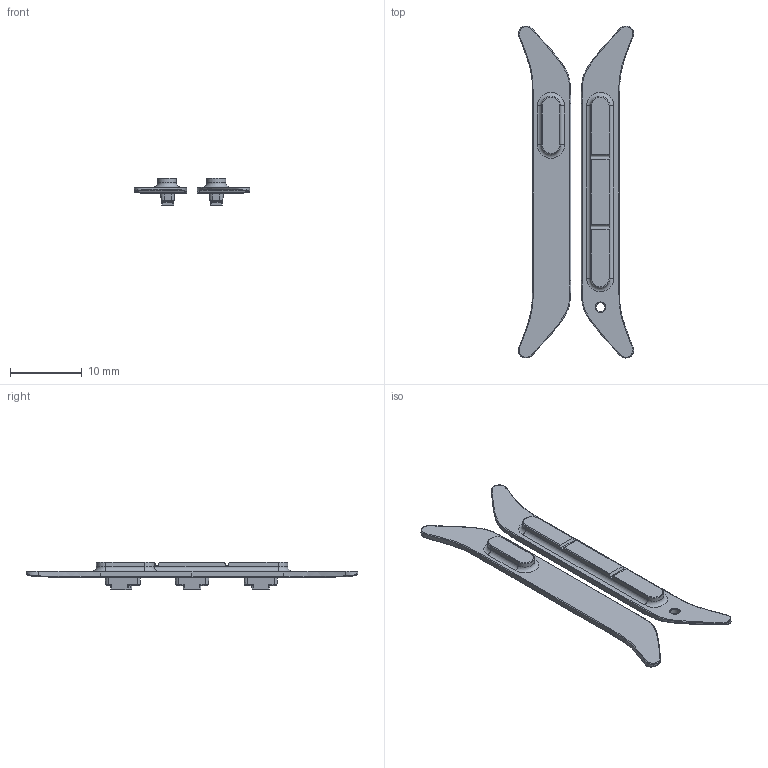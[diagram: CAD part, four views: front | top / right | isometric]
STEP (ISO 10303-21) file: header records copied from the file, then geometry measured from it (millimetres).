
FILE_DESCRIPTION(/* description */ (''),/* implementation_level */ '2;1');
FILE_NAME(/* name */ 'Pebble 2 flexible oblong buttons one pair.step',/* time_stamp */ '2020-03-22T13:37:46+00:00',/* author */ (''),/* organization */ (''),/* preprocessor_version */ 'ST-DEVELOPER v18',/* originating_system */ 'Autodesk Translation Framework v8.12.0.6',/* authorisation */ '');
FILE_SCHEMA (('AUTOMOTIVE_DESIGN { 1 0 10303 214 3 1 1 }'));
Length unit declared in the file: millimetre
Products named in the file (2): flexible oblong buttons one  pair; Component5
Assembly tree (1 placements, depth 2):
  flexible oblong buttons one  pair
    Component5
Bounding box: 16.04 x 46.24 x 3.86 mm (x, y, z)
Volume: 513.3 mm3; surface area: 1182.7 mm2
Topology: 2 solids, 2 shells, 430 faces, 1077 edges, 641 vertices
Faces by surface type: bspline 208, cylinder 91, plane 70, cone 32, torus 29
Full cylindrical faces by diameter (mm): 1.281 x1
Entity records: 26056 total; most frequent: CARTESIAN_POINT 16579, ORIENTED_EDGE 2122, DIRECTION 1811, EDGE_CURVE 1061, AXIS2_PLACEMENT_3D 741, VERTEX_POINT 641, EDGE_LOOP 438, FACE_OUTER_BOUND 430
